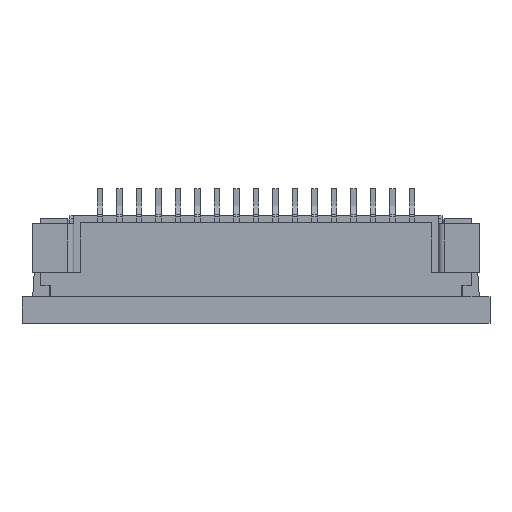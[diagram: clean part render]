
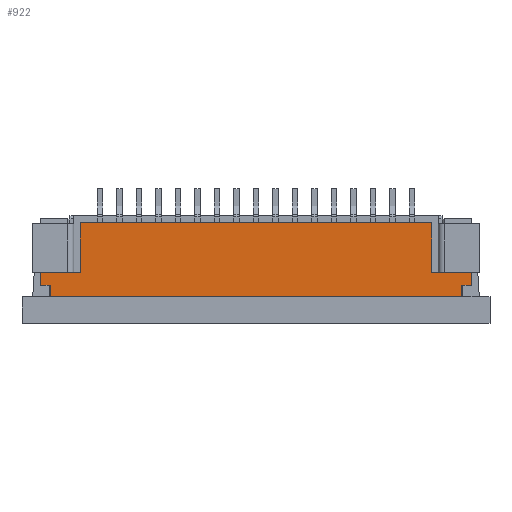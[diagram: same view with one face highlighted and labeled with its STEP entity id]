
A CAD part, top view. The second image highlights one B-rep face of the part: STEP entity #922.
In plain terms, the highlighted planar face has unit normal (0, 0, 1).
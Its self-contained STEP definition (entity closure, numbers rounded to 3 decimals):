
#922=ADVANCED_FACE('',(#4778),#4780,.T.);
#4778=FACE_BOUND('',#4779,.T.);
#4779=EDGE_LOOP('',(#7842,#7843,#7844,#7845,#7846,#7847,#7848,#7849,#7850,#7851,
#7852,#7853));
#4780=PLANE('',#4781);
#4781=AXIS2_PLACEMENT_3D('',#4782,#4783,#4784);
#4782=CARTESIAN_POINT('',(11.05,1.35,2.45));
#4783=DIRECTION('',(0.,-0.,1.));
#4784=DIRECTION('',(0.,1.,0.));
#7842=ORIENTED_EDGE('',*,*,#10191,.T.);
#7843=ORIENTED_EDGE('',*,*,#10193,.T.);
#7844=ORIENTED_EDGE('',*,*,#10194,.T.);
#7845=ORIENTED_EDGE('',*,*,#10195,.T.);
#7846=ORIENTED_EDGE('',*,*,#10196,.T.);
#7847=ORIENTED_EDGE('',*,*,#10197,.T.);
#7848=ORIENTED_EDGE('',*,*,#10198,.T.);
#7849=ORIENTED_EDGE('',*,*,#10199,.F.);
#7850=ORIENTED_EDGE('',*,*,#10200,.T.);
#7851=ORIENTED_EDGE('',*,*,#10201,.T.);
#7852=ORIENTED_EDGE('',*,*,#10132,.F.);
#7853=ORIENTED_EDGE('',*,*,#10123,.T.);
#10123=EDGE_CURVE('',#11492,#11502,#11504,.F.);
#10132=EDGE_CURVE('',#11492,#11520,#11521,.T.);
#10191=EDGE_CURVE('',#11502,#11632,#11633,.T.);
#10193=EDGE_CURVE('',#11632,#11635,#11636,.T.);
#10194=EDGE_CURVE('',#11635,#11637,#11638,.F.);
#10195=EDGE_CURVE('',#11637,#11639,#11640,.F.);
#10196=EDGE_CURVE('',#11639,#11641,#11642,.F.);
#10197=EDGE_CURVE('',#11641,#11643,#11644,.F.);
#10198=EDGE_CURVE('',#11643,#11645,#11646,.F.);
#10199=EDGE_CURVE('',#11647,#11645,#11648,.T.);
#10200=EDGE_CURVE('',#11647,#11649,#11650,.F.);
#10201=EDGE_CURVE('',#11649,#11520,#11651,.T.);
#11492=VERTEX_POINT('',#13374);
#11502=VERTEX_POINT('',#13394);
#11504=LINE('',#13398,#13399);
#11520=VERTEX_POINT('',#13432);
#11521=LINE('',#13433,#13434);
#11632=VERTEX_POINT('',#13662);
#11633=LINE('',#13663,#13664);
#11635=VERTEX_POINT('',#13669);
#11636=LINE('',#13670,#13671);
#11637=VERTEX_POINT('',#13673);
#11638=LINE('',#13674,#13675);
#11639=VERTEX_POINT('',#13677);
#11640=LINE('',#13678,#13679);
#11641=VERTEX_POINT('',#13681);
#11642=LINE('',#13682,#13683);
#11643=VERTEX_POINT('',#13685);
#11644=LINE('',#13686,#13687);
#11645=VERTEX_POINT('',#13689);
#11646=LINE('',#13690,#13691);
#11647=VERTEX_POINT('',#13693);
#11648=LINE('',#13694,#13695);
#11649=VERTEX_POINT('',#13697);
#11650=LINE('',#13698,#13699);
#11651=LINE('',#13701,#13702);
#13374=CARTESIAN_POINT('',(10.55,1.35,2.45));
#13394=CARTESIAN_POINT('',(10.55,1.95,2.45));
#13398=CARTESIAN_POINT('',(10.55,1.95,2.45));
#13399=VECTOR('',#13400,1.);
#13400=DIRECTION('',(0.,-1.,0.));
#13432=CARTESIAN_POINT('',(-10.55,1.35,2.45));
#13433=CARTESIAN_POINT('',(10.55,1.35,2.45));
#13434=VECTOR('',#13435,1.);
#13435=DIRECTION('',(-1.,0.,0.));
#13662=CARTESIAN_POINT('',(11.05,1.95,2.45));
#13663=CARTESIAN_POINT('',(10.55,1.95,2.45));
#13664=VECTOR('',#13665,1.);
#13665=DIRECTION('',(1.,0.,0.));
#13669=CARTESIAN_POINT('',(11.05,2.6,2.45));
#13670=CARTESIAN_POINT('',(11.05,1.95,2.45));
#13671=VECTOR('',#13672,1.);
#13672=DIRECTION('',(0.,1.,0.));
#13673=CARTESIAN_POINT('',(9.,2.6,2.45));
#13674=CARTESIAN_POINT('',(9.,2.6,2.45));
#13675=VECTOR('',#13676,1.);
#13676=DIRECTION('',(1.,0.,0.));
#13677=CARTESIAN_POINT('',(9.,5.15,2.45));
#13678=CARTESIAN_POINT('',(9.,5.15,2.45));
#13679=VECTOR('',#13680,1.);
#13680=DIRECTION('',(0.,-1.,0.));
#13681=CARTESIAN_POINT('',(-9.,5.15,2.45));
#13682=CARTESIAN_POINT('',(-9.,5.15,2.45));
#13683=VECTOR('',#13684,1.);
#13684=DIRECTION('',(1.,0.,0.));
#13685=CARTESIAN_POINT('',(-9.,2.6,2.45));
#13686=CARTESIAN_POINT('',(-9.,2.6,2.45));
#13687=VECTOR('',#13688,1.);
#13688=DIRECTION('',(0.,1.,0.));
#13689=CARTESIAN_POINT('',(-11.05,2.6,2.45));
#13690=CARTESIAN_POINT('',(-11.05,2.6,2.45));
#13691=VECTOR('',#13692,1.);
#13692=DIRECTION('',(1.,0.,0.));
#13693=CARTESIAN_POINT('',(-11.05,1.95,2.45));
#13694=CARTESIAN_POINT('',(-11.05,1.95,2.45));
#13695=VECTOR('',#13696,1.);
#13696=DIRECTION('',(0.,1.,0.));
#13697=CARTESIAN_POINT('',(-10.55,1.95,2.45));
#13698=CARTESIAN_POINT('',(-10.55,1.95,2.45));
#13699=VECTOR('',#13700,1.);
#13700=DIRECTION('',(-1.,0.,0.));
#13701=CARTESIAN_POINT('',(-10.55,1.95,2.45));
#13702=VECTOR('',#13703,1.);
#13703=DIRECTION('',(0.,-1.,0.));
